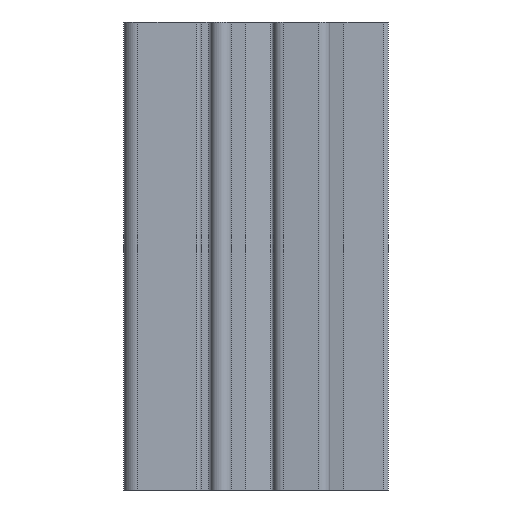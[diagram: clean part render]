
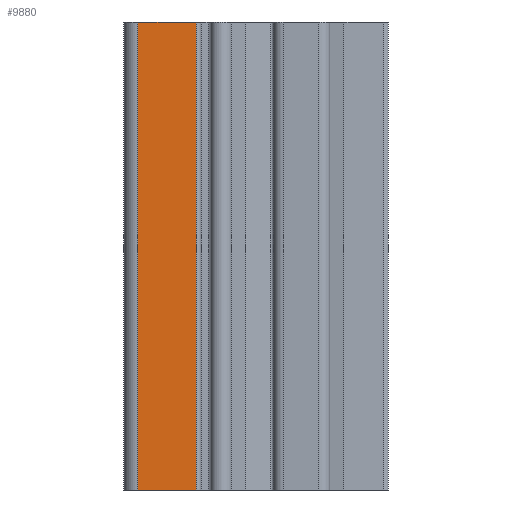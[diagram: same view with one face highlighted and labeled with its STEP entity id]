
A CAD part, left-side view. The second image highlights one B-rep face of the part: STEP entity #9880.
In plain terms, the highlighted planar face has unit normal (-1, 0, 0).
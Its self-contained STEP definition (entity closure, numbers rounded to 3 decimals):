
#810=CARTESIAN_POINT('',(-31.83,6.338,100.));
#820=VERTEX_POINT('',#810);
#850=CARTESIAN_POINT('',(-31.83,0.638,100.));
#860=DIRECTION('',(0.,1.,0.));
#870=VECTOR('',#860,1.);
#880=LINE('',#850,#870);
#890=CARTESIAN_POINT('',(-31.83,18.838,100.));
#900=VERTEX_POINT('',#890);
#910=EDGE_CURVE('',#820,#900,#880,.T.);
#4710=CARTESIAN_POINT('',(-31.83,18.838,0.));
#4720=VERTEX_POINT('',#4710);
#4770=CARTESIAN_POINT('',(-31.83,0.638,0.));
#4780=DIRECTION('',(0.,1.,0.));
#4790=VECTOR('',#4780,1.);
#4800=LINE('',#4770,#4790);
#4810=CARTESIAN_POINT('',(-31.83,6.338,0.));
#4820=VERTEX_POINT('',#4810);
#4830=EDGE_CURVE('',#4820,#4720,#4800,.T.);
#9670=CARTESIAN_POINT('',(-31.83,21.838,100.));
#9680=DIRECTION('',(-1.,0.,0.));
#9690=DIRECTION('',(0.,1.,0.));
#9700=AXIS2_PLACEMENT_3D('',#9670,#9680,#9690);
#9710=PLANE('',#9700);
#9720=CARTESIAN_POINT('',(-31.83,18.838,100.));
#9730=DIRECTION('',(0.,0.,-1.));
#9740=VECTOR('',#9730,1.);
#9750=LINE('',#9720,#9740);
#9760=EDGE_CURVE('',#900,#4720,#9750,.T.);
#9770=ORIENTED_EDGE('',*,*,#9760,.T.);
#9780=ORIENTED_EDGE('',*,*,#910,.T.);
#9790=CARTESIAN_POINT('',(-31.83,6.338,100.));
#9800=DIRECTION('',(0.,0.,-1.));
#9810=VECTOR('',#9800,1.);
#9820=LINE('',#9790,#9810);
#9830=EDGE_CURVE('',#820,#4820,#9820,.T.);
#9840=ORIENTED_EDGE('',*,*,#9830,.F.);
#9850=ORIENTED_EDGE('',*,*,#4830,.F.);
#9860=EDGE_LOOP('',(#9850,#9840,#9780,#9770));
#9870=FACE_OUTER_BOUND('',#9860,.T.);
#9880=ADVANCED_FACE('',(#9870),#9710,.T.);
